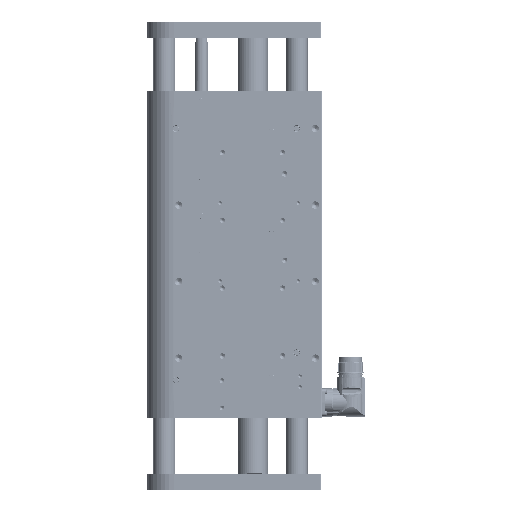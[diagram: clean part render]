
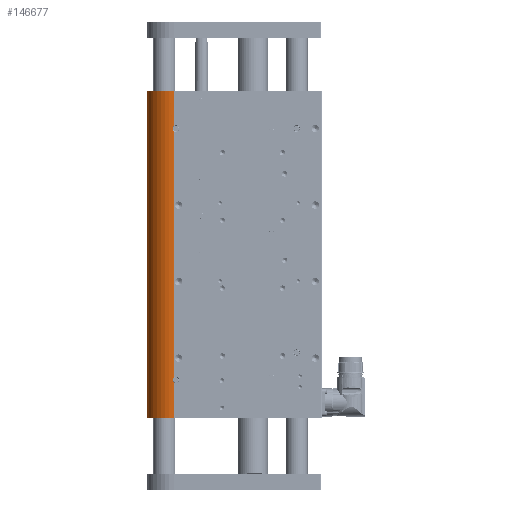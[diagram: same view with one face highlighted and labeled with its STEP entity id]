
A CAD part, left-side view. The second image highlights one B-rep face of the part: STEP entity #146677.
In plain terms, the highlighted cylindrical face has radius 25 mm (diameter 50 mm), a partial arc.
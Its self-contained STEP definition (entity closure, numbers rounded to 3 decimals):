
#2542 = DIRECTION ( 'NONE',  ( 1., 0., 0. ) ) ;
#2662 = DIRECTION ( 'NONE',  ( 0., 0., 1. ) ) ;
#7553 = VERTEX_POINT ( 'NONE', #106835 ) ;
#9685 = CARTESIAN_POINT ( 'NONE',  ( -24.982, 72.964, 266.244 ) ) ;
#10542 = CARTESIAN_POINT ( 'NONE',  ( -24.965, 73.317, 35.537 ) ) ;
#11314 = CARTESIAN_POINT ( 'NONE',  ( -24.97, 73.221, 265.78 ) ) ;
#11360 = CARTESIAN_POINT ( 'NONE',  ( -25., 72.23, 36.996 ) ) ;
#13309 = ORIENTED_EDGE ( 'NONE', *, *, #156877, .T. ) ;
#15526 = VECTOR ( 'NONE', #17733, 1000. ) ;
#17695 = ORIENTED_EDGE ( 'NONE', *, *, #42165, .T. ) ;
#17733 = DIRECTION ( 'NONE',  ( 0., 0., -1. ) ) ;
#19274 = CIRCLE ( 'NONE', #34558, 25. ) ;
#21742 = CARTESIAN_POINT ( 'NONE',  ( -24.958, 73.448, 33.973 ) ) ;
#22515 = CARTESIAN_POINT ( 'NONE',  ( -24.997, 72.441, 36.831 ) ) ;
#23324 = CARTESIAN_POINT ( 'NONE',  ( -25., 72., 31.873 ) ) ;
#24118 = CARTESIAN_POINT ( 'NONE',  ( -24.988, 72.807, 32.545 ) ) ;
#24604 = AXIS2_PLACEMENT_3D ( 'NONE', #51031, #27013, #62245 ) ;
#27013 = DIRECTION ( 'NONE',  ( 0., 0., -1. ) ) ;
#34282 = LINE ( 'NONE', #155698, #58459 ) ;
#34558 = AXIS2_PLACEMENT_3D ( 'NONE', #77829, #2662, #123343 ) ;
#38628 = B_SPLINE_CURVE_WITH_KNOTS ( 'NONE', 3,
 ( #101651, #150407, #151985, #40928, #54582, #115992, #43318, #103239, #104006, #89727, #77788, #139932, #92053, #140729, #11314, #9685, #132754, #57689, #68859, #60067 ),
 .UNSPECIFIED., .F., .F.,
 ( 4, 2, 2, 2, 2, 2, 2, 2, 2, 4 ),
 ( 0., 0.001, 0.002, 0.003, 0.003, 0.004, 0.004, 0.005, 0.006, 0.006 ),
 .UNSPECIFIED. ) ;
#39342 = LINE ( 'NONE', #88128, #123173 ) ;
#39580 = CARTESIAN_POINT ( 'NONE',  ( 25., 72., 299. ) ) ;
#40928 = CARTESIAN_POINT ( 'NONE',  ( -24.988, 72.807, 262.545 ) ) ;
#42165 = EDGE_CURVE ( 'NONE', #136972, #128797, #135220, .T. ) ;
#43318 = CARTESIAN_POINT ( 'NONE',  ( -24.965, 73.317, 263.464 ) ) ;
#46528 = CARTESIAN_POINT ( 'NONE',  ( -24.956, 73.481, 34.632 ) ) ;
#50234 = FACE_OUTER_BOUND ( 'NONE', #118631, .T. ) ;
#51031 = CARTESIAN_POINT ( 'NONE',  ( 0., 72., 299. ) ) ;
#52151 = ORIENTED_EDGE ( 'NONE', *, *, #63432, .F. ) ;
#52929 = DIRECTION ( 'NONE',  ( 0., 0., -1. ) ) ;
#54582 = CARTESIAN_POINT ( 'NONE',  ( -24.982, 72.963, 262.756 ) ) ;
#57261 = ORIENTED_EDGE ( 'NONE', *, *, #133198, .T. ) ;
#57689 = CARTESIAN_POINT ( 'NONE',  ( -24.997, 72.441, 266.831 ) ) ;
#57740 = CARTESIAN_POINT ( 'NONE',  ( -24.965, 73.317, 33.464 ) ) ;
#58098 = CARTESIAN_POINT ( 'NONE',  ( 25., 72., 0. ) ) ;
#58459 = VECTOR ( 'NONE', #94212, 1000. ) ;
#58523 = CARTESIAN_POINT ( 'NONE',  ( -24.988, 72.807, 36.455 ) ) ;
#58581 = CARTESIAN_POINT ( 'NONE',  ( 0., 72., 299. ) ) ;
#60067 = CARTESIAN_POINT ( 'NONE',  ( -25., 72., 267.127 ) ) ;
#60109 = CARTESIAN_POINT ( 'NONE',  ( -24.997, 72.438, 32.166 ) ) ;
#62245 = DIRECTION ( 'NONE',  ( -1., 0., 0. ) ) ;
#63432 = EDGE_CURVE ( 'NONE', #124331, #120746, #80121, .T. ) ;
#68859 = CARTESIAN_POINT ( 'NONE',  ( -25., 72.23, 266.996 ) ) ;
#70022 = EDGE_CURVE ( 'NONE', #146036, #128797, #34282, .T. ) ;
#72890 = CARTESIAN_POINT ( 'NONE',  ( -24.957, 73.473, 34.762 ) ) ;
#77788 = CARTESIAN_POINT ( 'NONE',  ( -24.957, 73.473, 264.762 ) ) ;
#77829 = CARTESIAN_POINT ( 'NONE',  ( 0., 72., 0. ) ) ;
#80121 = CIRCLE ( 'NONE', #95478, 25. ) ;
#82062 = CARTESIAN_POINT ( 'NONE',  ( -25., 72., 267.127 ) ) ;
#83609 = EDGE_CURVE ( 'NONE', #136972, #7553, #137329, .T. ) ;
#87126 = ORIENTED_EDGE ( 'NONE', *, *, #126453, .T. ) ;
#88128 = CARTESIAN_POINT ( 'NONE',  ( -25., 72., 299. ) ) ;
#89727 = CARTESIAN_POINT ( 'NONE',  ( -24.956, 73.481, 264.632 ) ) ;
#92030 = CARTESIAN_POINT ( 'NONE',  ( 25., 72., 299. ) ) ;
#92053 = CARTESIAN_POINT ( 'NONE',  ( -24.96, 73.415, 265.155 ) ) ;
#94212 = DIRECTION ( 'NONE',  ( 0., 0., -1. ) ) ;
#95254 = CARTESIAN_POINT ( 'NONE',  ( -24.982, 72.964, 36.244 ) ) ;
#95478 = AXIS2_PLACEMENT_3D ( 'NONE', #58581, #144021, #2542 ) ;
#96174 = VECTOR ( 'NONE', #150116, 1000. ) ;
#97348 = CYLINDRICAL_SURFACE ( 'NONE', #24604, 25. ) ;
#100610 = CARTESIAN_POINT ( 'NONE',  ( -25., 72., 299. ) ) ;
#101264 = CARTESIAN_POINT ( 'NONE',  ( -25., 72., 31.873 ) ) ;
#101651 = CARTESIAN_POINT ( 'NONE',  ( -25., 72., 261.873 ) ) ;
#103220 = LINE ( 'NONE', #92030, #15526 ) ;
#103239 = CARTESIAN_POINT ( 'NONE',  ( -24.958, 73.448, 263.973 ) ) ;
#104006 = CARTESIAN_POINT ( 'NONE',  ( -24.956, 73.481, 264.239 ) ) ;
#106401 = CARTESIAN_POINT ( 'NONE',  ( -24.97, 73.221, 35.78 ) ) ;
#106703 = ORIENTED_EDGE ( 'NONE', *, *, #70022, .F. ) ;
#106835 = CARTESIAN_POINT ( 'NONE',  ( -25., 72., 0. ) ) ;
#108769 = CARTESIAN_POINT ( 'NONE',  ( -25., 72., 37.127 ) ) ;
#114570 = ORIENTED_EDGE ( 'NONE', *, *, #129098, .F. ) ;
#115992 = CARTESIAN_POINT ( 'NONE',  ( -24.971, 73.22, 263.218 ) ) ;
#118631 = EDGE_LOOP ( 'NONE', ( #130869, #17695, #106703, #13309, #114570, #52151, #87126, #57261 ) ) ;
#119164 = CARTESIAN_POINT ( 'NONE',  ( -24.958, 73.44, 35.024 ) ) ;
#120746 = VERTEX_POINT ( 'NONE', #143124 ) ;
#120765 = CARTESIAN_POINT ( 'NONE',  ( -24.982, 72.963, 32.756 ) ) ;
#121276 = CARTESIAN_POINT ( 'NONE',  ( -25., 72., 261.873 ) ) ;
#123173 = VECTOR ( 'NONE', #52929, 1000. ) ;
#123343 = DIRECTION ( 'NONE',  ( 1., 0., 0. ) ) ;
#124331 = VERTEX_POINT ( 'NONE', #39580 ) ;
#124980 = VERTEX_POINT ( 'NONE', #58098 ) ;
#126453 = EDGE_CURVE ( 'NONE', #124331, #124980, #103220, .T. ) ;
#128797 = VERTEX_POINT ( 'NONE', #138541 ) ;
#129098 = EDGE_CURVE ( 'NONE', #120746, #139687, #39342, .T. ) ;
#130430 = CARTESIAN_POINT ( 'NONE',  ( -24.96, 73.415, 35.155 ) ) ;
#130869 = ORIENTED_EDGE ( 'NONE', *, *, #83609, .F. ) ;
#131237 = CARTESIAN_POINT ( 'NONE',  ( -24.971, 73.22, 33.218 ) ) ;
#132003 = CARTESIAN_POINT ( 'NONE',  ( -25., 72.229, 32.004 ) ) ;
#132754 = CARTESIAN_POINT ( 'NONE',  ( -24.988, 72.807, 266.455 ) ) ;
#133198 = EDGE_CURVE ( 'NONE', #124980, #7553, #19274, .T. ) ;
#135220 = B_SPLINE_CURVE_WITH_KNOTS ( 'NONE', 3,
 ( #23324, #132003, #60109, #24118, #120765, #131237, #57740, #21742, #143961, #46528, #72890, #119164, #130430, #10542, #106401, #95254, #58523, #22515, #11360, #108769 ),
 .UNSPECIFIED., .F., .F.,
 ( 4, 2, 2, 2, 2, 2, 2, 2, 2, 4 ),
 ( 0., 0.001, 0.002, 0.003, 0.003, 0.004, 0.004, 0.005, 0.006, 0.006 ),
 .UNSPECIFIED. ) ;
#136972 = VERTEX_POINT ( 'NONE', #101264 ) ;
#137329 = LINE ( 'NONE', #100610, #96174 ) ;
#138541 = CARTESIAN_POINT ( 'NONE',  ( -25., 72., 37.127 ) ) ;
#139687 = VERTEX_POINT ( 'NONE', #82062 ) ;
#139932 = CARTESIAN_POINT ( 'NONE',  ( -24.958, 73.44, 265.024 ) ) ;
#140729 = CARTESIAN_POINT ( 'NONE',  ( -24.965, 73.317, 265.537 ) ) ;
#143124 = CARTESIAN_POINT ( 'NONE',  ( -25., 72., 299. ) ) ;
#143961 = CARTESIAN_POINT ( 'NONE',  ( -24.956, 73.481, 34.239 ) ) ;
#144021 = DIRECTION ( 'NONE',  ( 0., 0., 1. ) ) ;
#146036 = VERTEX_POINT ( 'NONE', #121276 ) ;
#146677 = ADVANCED_FACE ( 'NONE', ( #50234 ), #97348, .T. ) ;
#150116 = DIRECTION ( 'NONE',  ( 0., 0., -1. ) ) ;
#150407 = CARTESIAN_POINT ( 'NONE',  ( -25., 72.229, 262.004 ) ) ;
#151985 = CARTESIAN_POINT ( 'NONE',  ( -24.997, 72.438, 262.166 ) ) ;
#155698 = CARTESIAN_POINT ( 'NONE',  ( -25., 72., 299. ) ) ;
#156877 = EDGE_CURVE ( 'NONE', #146036, #139687, #38628, .T. ) ;
